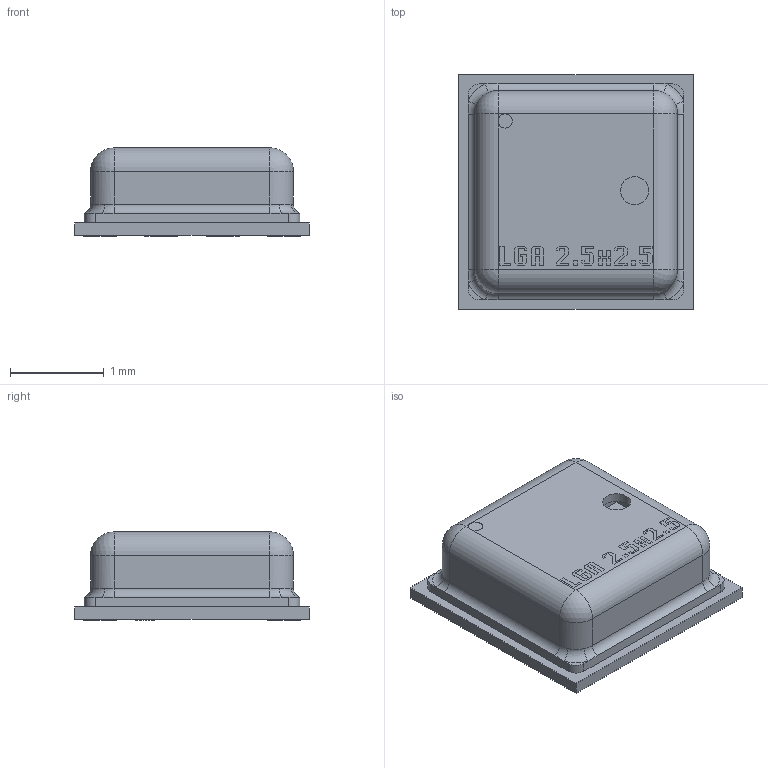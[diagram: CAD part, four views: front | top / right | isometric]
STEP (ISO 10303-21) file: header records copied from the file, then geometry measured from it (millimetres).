
FILE_DESCRIPTION(/* description */ ('model of Module_LGA_2.5x2.5_Bosch-BME280'),/* implementation_level */ '2;1');
FILE_NAME(/* name */ 'Module_LGA_2.5x2.5_Bosch-BME280.stp',/* time_stamp */ '2016-01-09T22:09:45',/* author */ ('Joan The Spark',''),/* organization */ (''),/* preprocessor_version */ '',/* originating_system */ '',/* authorisation */ '');
FILE_SCHEMA (('AUTOMOTIVE_DESIGN { 1 0 10303 214 3 1 1 }'));
Length unit declared in the file: millimetre
Products named in the file (1): Module_LGA_2.5x2.5_Bosch-BME280
Bounding box: 2.5 x 2.5 x 0.94 mm (x, y, z)
Volume: 4.4 mm3; surface area: 20.5 mm2
Topology: 1 solids, 1 shells, 244 faces, 627 edges, 408 vertices
Faces by surface type: plane 209, cylinder 19, torus 12, sphere 4
Full cylindrical faces by diameter (mm): 0.15 x1, 0.2 x1, 0.3 x1
Entity records: 7564 total; most frequent: CARTESIAN_POINT 1315, ORIENTED_EDGE 1246, DIRECTION 1164, EDGE_CURVE 623, LINE 556, VECTOR 556, VERTEX_POINT 407, AXIS2_PLACEMENT_3D 304
